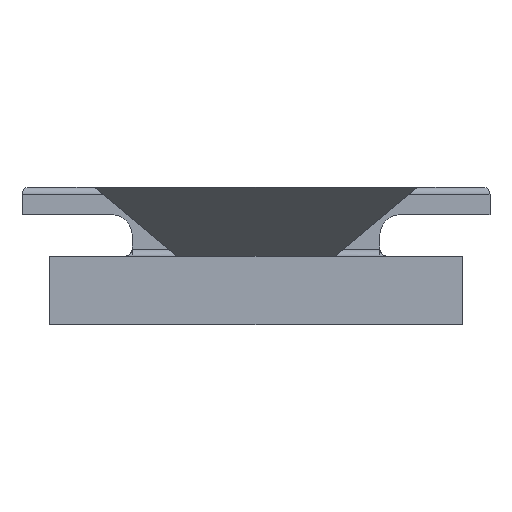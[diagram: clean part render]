
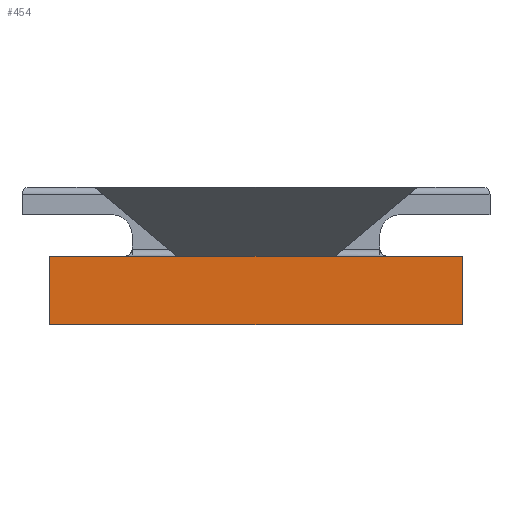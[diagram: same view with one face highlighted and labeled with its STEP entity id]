
A CAD part, front view. The second image highlights one B-rep face of the part: STEP entity #454.
In plain terms, the highlighted planar face has unit normal (0, -1, 0).
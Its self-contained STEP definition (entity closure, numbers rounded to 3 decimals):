
#73 = DIRECTION ( 'NONE',  ( 1., 0., 0. ) ) ;
#193 = FACE_OUTER_BOUND ( 'NONE', #396, .T. ) ;
#231 = VERTEX_POINT ( 'NONE', #266 ) ;
#266 = CARTESIAN_POINT ( 'NONE',  ( -150., -250., 25. ) ) ;
#396 = EDGE_LOOP ( 'NONE', ( #2542, #3532, #2890, #797 ) ) ;
#454 = ADVANCED_FACE ( 'NONE', ( #193 ), #3245, .F. ) ;
#525 = CARTESIAN_POINT ( 'NONE',  ( 150., -250., 25. ) ) ;
#635 = DIRECTION ( 'NONE',  ( 1., 0., 0. ) ) ;
#646 = CARTESIAN_POINT ( 'NONE',  ( 0., -250., -25. ) ) ;
#797 = ORIENTED_EDGE ( 'NONE', *, *, #3776, .T. ) ;
#1088 = DIRECTION ( 'NONE',  ( 0., 0., 1. ) ) ;
#1120 = LINE ( 'NONE', #3180, #3604 ) ;
#1152 = CARTESIAN_POINT ( 'NONE',  ( 0., -250., 25. ) ) ;
#1399 = VECTOR ( 'NONE', #635, 1000. ) ;
#1556 = VECTOR ( 'NONE', #3261, 1000. ) ;
#1693 = VERTEX_POINT ( 'NONE', #525 ) ;
#1770 = DIRECTION ( 'NONE',  ( 0., 1., 0. ) ) ;
#1781 = LINE ( 'NONE', #3436, #3986 ) ;
#2101 = AXIS2_PLACEMENT_3D ( 'NONE', #1152, #1770, #1088 ) ;
#2318 = VERTEX_POINT ( 'NONE', #2611 ) ;
#2329 = CARTESIAN_POINT ( 'NONE',  ( 150., -250., 25. ) ) ;
#2364 = EDGE_CURVE ( 'NONE', #1693, #3733, #3215, .T. ) ;
#2501 = CARTESIAN_POINT ( 'NONE',  ( 150., -250., -25. ) ) ;
#2542 = ORIENTED_EDGE ( 'NONE', *, *, #3077, .T. ) ;
#2611 = CARTESIAN_POINT ( 'NONE',  ( -150., -250., -25. ) ) ;
#2690 = EDGE_CURVE ( 'NONE', #231, #1693, #1120, .T. ) ;
#2890 = ORIENTED_EDGE ( 'NONE', *, *, #2690, .F. ) ;
#3077 = EDGE_CURVE ( 'NONE', #2318, #3733, #3164, .T. ) ;
#3164 = LINE ( 'NONE', #646, #1399 ) ;
#3180 = CARTESIAN_POINT ( 'NONE',  ( 0., -250., 25. ) ) ;
#3215 = LINE ( 'NONE', #2329, #1556 ) ;
#3245 = PLANE ( 'NONE',  #2101 ) ;
#3261 = DIRECTION ( 'NONE',  ( 0., 0., -1. ) ) ;
#3436 = CARTESIAN_POINT ( 'NONE',  ( -150., -250., 25. ) ) ;
#3532 = ORIENTED_EDGE ( 'NONE', *, *, #2364, .F. ) ;
#3604 = VECTOR ( 'NONE', #73, 1000. ) ;
#3733 = VERTEX_POINT ( 'NONE', #2501 ) ;
#3753 = DIRECTION ( 'NONE',  ( 0., 0., -1. ) ) ;
#3776 = EDGE_CURVE ( 'NONE', #231, #2318, #1781, .T. ) ;
#3986 = VECTOR ( 'NONE', #3753, 1000. ) ;
